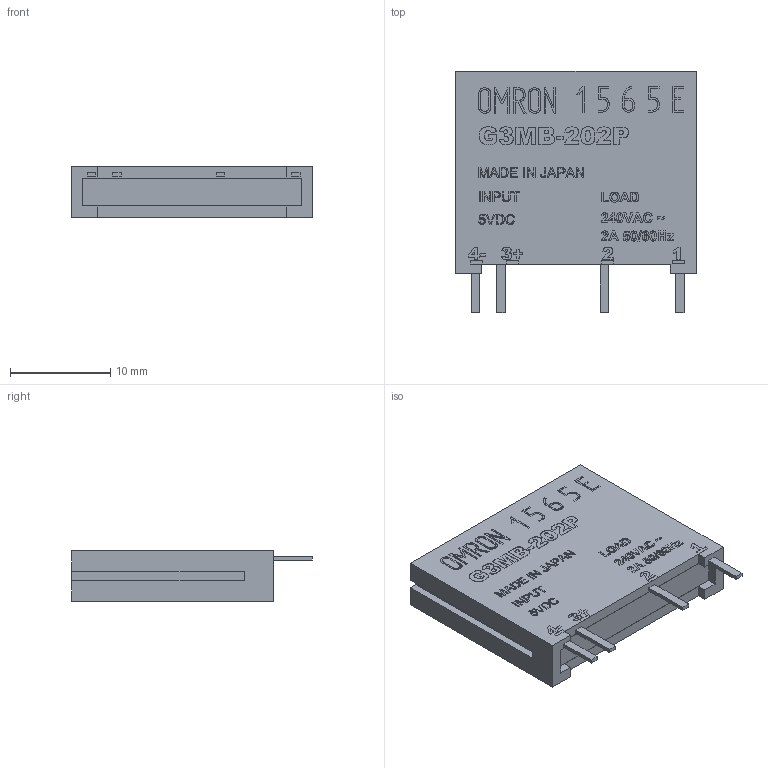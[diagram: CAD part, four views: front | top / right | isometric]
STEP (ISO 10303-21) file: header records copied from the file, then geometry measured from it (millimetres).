
FILE_DESCRIPTION(/* description */ (''),/* implementation_level */ '2;1');
FILE_NAME(/* name */ 'G3MB-202P DC5 Relay.step',/* time_stamp */ '2023-04-01T23:58:41-07:00',/* author */ (''),/* organization */ (''),/* preprocessor_version */ 'ST-DEVELOPER v19.2',/* originating_system */ 'Autodesk Translation Framework v11.17.0.187',/* authorisation */ '');
FILE_SCHEMA (('AUTOMOTIVE_DESIGN { 1 0 10303 214 3 1 1 }'));
Length unit declared in the file: millimetre
Products named in the file (1): Relay - G3MB-202P
Bounding box: 24.05 x 24.05 x 5.08 mm (x, y, z)
Volume: 2292.4 mm3; surface area: 2051.4 mm2
Topology: 1 solids, 21 shells, 802 faces, 1983 edges, 1322 vertices
Faces by surface type: plane 666, bspline 133, cylinder 3
Entity records: 28582 total; most frequent: CARTESIAN_POINT 9713, ORIENTED_EDGE 3966, DIRECTION 3063, EDGE_CURVE 1983, LINE 1711, VECTOR 1711, VERTEX_POINT 1322, EDGE_LOOP 913
